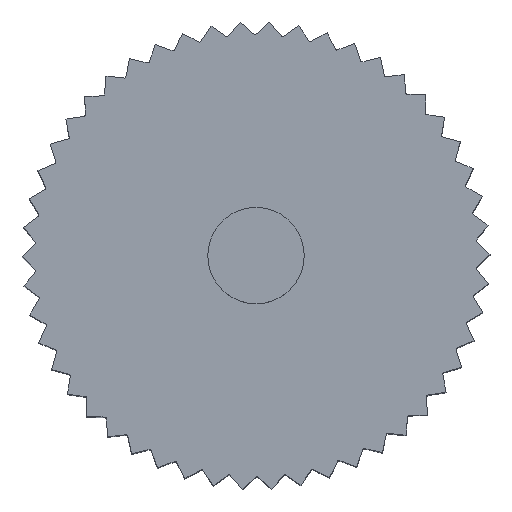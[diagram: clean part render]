
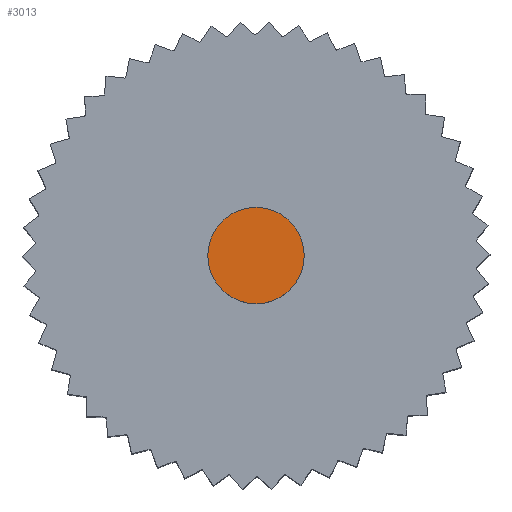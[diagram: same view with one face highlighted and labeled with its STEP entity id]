
A CAD part, top view. The second image highlights one B-rep face of the part: STEP entity #3013.
In plain terms, the highlighted planar face has unit normal (0, 0, 1).
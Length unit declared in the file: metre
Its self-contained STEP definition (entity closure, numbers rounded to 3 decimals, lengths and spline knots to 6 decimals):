
#15=PLANE('',#3286);
#219=CIRCLE('',#3285,0.001069);
#727=ORIENTED_EDGE('',*,*,#1531,.T.);
#1531=EDGE_CURVE('',#1885,#1885,#219,.T.);
#1885=VERTEX_POINT('',#5022);
#2645=EDGE_LOOP('',(#727));
#2805=FACE_BOUND('',#2645,.T.);
#3013=ADVANCED_FACE('',(#2805),#15,.T.);
#3285=AXIS2_PLACEMENT_3D('',#5021,#4005,#4006);
#3286=AXIS2_PLACEMENT_3D('',#5023,#4007,#4008);
#4005=DIRECTION('',(0.,0.,1.));
#4006=DIRECTION('',(1.,0.,0.));
#4007=DIRECTION('',(0.,0.,1.));
#4008=DIRECTION('',(1.,0.,0.));
#5021=CARTESIAN_POINT('',(-0.038423,0.019874,0.005));
#5022=CARTESIAN_POINT('',(-0.037353,0.019874,0.005));
#5023=CARTESIAN_POINT('',(-0.038423,0.019874,0.005));
